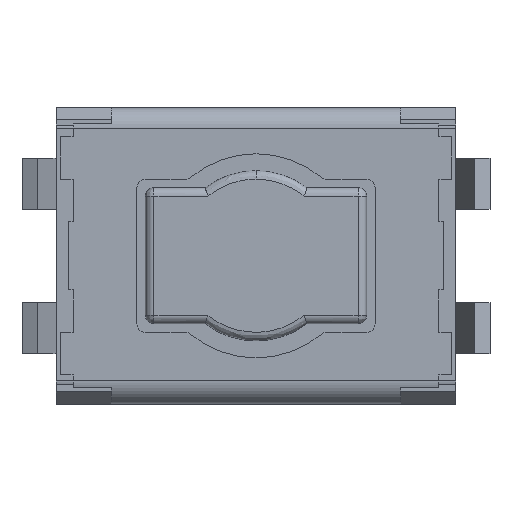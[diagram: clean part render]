
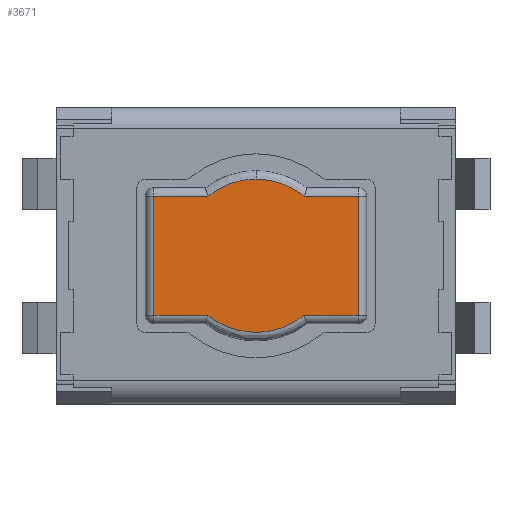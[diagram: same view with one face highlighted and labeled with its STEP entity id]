
A CAD part, top view. The second image highlights one B-rep face of the part: STEP entity #3671.
In plain terms, the highlighted planar face has unit normal (0, 0, 1).
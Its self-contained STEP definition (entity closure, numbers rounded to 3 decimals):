
#388 = CARTESIAN_POINT ( 'NONE',  ( 0.566, -0.7, 0.85 ) ) ;
#390 = CARTESIAN_POINT ( 'NONE',  ( -0.566, -0.7, 0.85 ) ) ;
#391 = CARTESIAN_POINT ( 'NONE',  ( -1.2, -0.7, 0.85 ) ) ;
#392 = CARTESIAN_POINT ( 'NONE',  ( -1.2, 0.7, 0.85 ) ) ;
#393 = CARTESIAN_POINT ( 'NONE',  ( -0.566, 0.7, 0.85 ) ) ;
#394 = CARTESIAN_POINT ( 'NONE',  ( 0., 0.9, 0.85 ) ) ;
#395 = CARTESIAN_POINT ( 'NONE',  ( 0.566, 0.7, 0.85 ) ) ;
#396 = CARTESIAN_POINT ( 'NONE',  ( 1.2, 0.7, 0.85 ) ) ;
#397 = CARTESIAN_POINT ( 'NONE',  ( 1.2, -0.7, 0.85 ) ) ;
#1211 = EDGE_LOOP ( 'NONE', ( #6199, #6190, #6191, #6192, #6193, #6196, #6186, #6168, #6194 ) ) ;
#2929 = EDGE_CURVE ( 'NONE', #5428, #5427, #4361, .T. ) ;
#2931 = EDGE_CURVE ( 'NONE', #5427, #5426, #4376, .T. ) ;
#2935 = EDGE_CURVE ( 'NONE', #5424, #5425, #6653, .T. ) ;
#2937 = EDGE_CURVE ( 'NONE', #5419, #5421, #6650, .T. ) ;
#2938 = EDGE_CURVE ( 'NONE', #5422, #5421, #4398, .T. ) ;
#2939 = EDGE_CURVE ( 'NONE', #5425, #5426, #6651, .T. ) ;
#2943 = EDGE_CURVE ( 'NONE', #5423, #5422, #4415, .T. ) ;
#2944 = EDGE_CURVE ( 'NONE', #5419, #5428, #4418, .T. ) ;
#2951 = EDGE_CURVE ( 'NONE', #5424, #5423, #4444, .T. ) ;
#3384 = FACE_OUTER_BOUND ( 'NONE', #1211, .T. ) ;
#3385 = AXIS2_PLACEMENT_3D ( 'NONE', #6975, #6976, #6977 ) ;
#3671 = ADVANCED_FACE ( 'NONE', ( #3384 ), #6974, .T. ) ;
#4361 = LINE ( 'NONE', #4362, #7998 ) ;
#4362 = CARTESIAN_POINT ( 'NONE',  ( 1.2, 0., 0.85 ) ) ;
#4363 = DIRECTION ( 'NONE',  ( 0., 1., 0. ) ) ;
#4376 = LINE ( 'NONE', #4377, #7999 ) ;
#4377 = CARTESIAN_POINT ( 'NONE',  ( 0.881, 0.7, 0.85 ) ) ;
#4378 = DIRECTION ( 'NONE',  ( -1., 0., 0. ) ) ;
#4387 = CARTESIAN_POINT ( 'NONE',  ( -0.566, 0.7, 0.85 ) ) ;
#4388 = CARTESIAN_POINT ( 'NONE',  ( -0.404, 0.831, 0.85 ) ) ;
#4389 = CARTESIAN_POINT ( 'NONE',  ( -0.208, 0.9, 0.85 ) ) ;
#4390 = CARTESIAN_POINT ( 'NONE',  ( 0., 0.9, 0.85 ) ) ;
#4394 = CARTESIAN_POINT ( 'NONE',  ( 0.566, -0.7, 0.85 ) ) ;
#4395 = CARTESIAN_POINT ( 'NONE',  ( 0.221, -0.978, 0.85 ) ) ;
#4396 = CARTESIAN_POINT ( 'NONE',  ( -0.221, -0.978, 0.85 ) ) ;
#4397 = CARTESIAN_POINT ( 'NONE',  ( -0.566, -0.7, 0.85 ) ) ;
#4398 = LINE ( 'NONE', #4399, #8006 ) ;
#4399 = CARTESIAN_POINT ( 'NONE',  ( -0.881, -0.7, 0.85 ) ) ;
#4400 = DIRECTION ( 'NONE',  ( 1., 0., 0. ) ) ;
#4401 = CARTESIAN_POINT ( 'NONE',  ( 0., 0.9, 0.85 ) ) ;
#4402 = CARTESIAN_POINT ( 'NONE',  ( 0.208, 0.9, 0.85 ) ) ;
#4403 = CARTESIAN_POINT ( 'NONE',  ( 0.404, 0.831, 0.85 ) ) ;
#4404 = CARTESIAN_POINT ( 'NONE',  ( 0.566, 0.7, 0.85 ) ) ;
#4415 = LINE ( 'NONE', #4416, #8010 ) ;
#4416 = CARTESIAN_POINT ( 'NONE',  ( -1.2, 0., 0.85 ) ) ;
#4417 = DIRECTION ( 'NONE',  ( 0., -1., 0. ) ) ;
#4418 = LINE ( 'NONE', #4419, #8012 ) ;
#4419 = CARTESIAN_POINT ( 'NONE',  ( 0.881, -0.7, 0.85 ) ) ;
#4420 = DIRECTION ( 'NONE',  ( 1., 0., 0. ) ) ;
#4444 = LINE ( 'NONE', #4445, #8018 ) ;
#4445 = CARTESIAN_POINT ( 'NONE',  ( -0.881, 0.7, 0.85 ) ) ;
#4446 = DIRECTION ( 'NONE',  ( -1., 0., 0. ) ) ;
#5419 = VERTEX_POINT ( 'NONE', #388 ) ;
#5421 = VERTEX_POINT ( 'NONE', #390 ) ;
#5422 = VERTEX_POINT ( 'NONE', #391 ) ;
#5423 = VERTEX_POINT ( 'NONE', #392 ) ;
#5424 = VERTEX_POINT ( 'NONE', #393 ) ;
#5425 = VERTEX_POINT ( 'NONE', #394 ) ;
#5426 = VERTEX_POINT ( 'NONE', #395 ) ;
#5427 = VERTEX_POINT ( 'NONE', #396 ) ;
#5428 = VERTEX_POINT ( 'NONE', #397 ) ;
#6168 = ORIENTED_EDGE ( 'NONE', *, *, #2937, .F. ) ;
#6186 = ORIENTED_EDGE ( 'NONE', *, *, #2938, .T. ) ;
#6190 = ORIENTED_EDGE ( 'NONE', *, *, #2931, .T. ) ;
#6191 = ORIENTED_EDGE ( 'NONE', *, *, #2939, .F. ) ;
#6192 = ORIENTED_EDGE ( 'NONE', *, *, #2935, .F. ) ;
#6193 = ORIENTED_EDGE ( 'NONE', *, *, #2951, .T. ) ;
#6194 = ORIENTED_EDGE ( 'NONE', *, *, #2944, .T. ) ;
#6196 = ORIENTED_EDGE ( 'NONE', *, *, #2943, .T. ) ;
#6199 = ORIENTED_EDGE ( 'NONE', *, *, #2929, .T. ) ;
#6650 =( BOUNDED_CURVE ( )  B_SPLINE_CURVE ( 3, ( #4394, #4395, #4396, #4397 ),
 .UNSPECIFIED., .F., .F. ) 
 B_SPLINE_CURVE_WITH_KNOTS ( ( 4, 4 ),
 ( 0., 1. ),
 .UNSPECIFIED. ) 
 CURVE ( )  GEOMETRIC_REPRESENTATION_ITEM ( )  RATIONAL_B_SPLINE_CURVE ( ( 0.997, 0.849, 0.849, 0.997 ) ) 
 REPRESENTATION_ITEM ( '' )  );
#6651 =( BOUNDED_CURVE ( )  B_SPLINE_CURVE ( 3, ( #4401, #4402, #4403, #4404 ),
 .UNSPECIFIED., .F., .F. ) 
 B_SPLINE_CURVE_WITH_KNOTS ( ( 4, 4 ),
 ( 0., 1. ),
 .UNSPECIFIED. ) 
 CURVE ( )  GEOMETRIC_REPRESENTATION_ITEM ( )  RATIONAL_B_SPLINE_CURVE ( ( 1., 0.962, 0.961, 0.999 ) ) 
 REPRESENTATION_ITEM ( '' )  );
#6653 =( BOUNDED_CURVE ( )  B_SPLINE_CURVE ( 3, ( #4387, #4388, #4389, #4390 ),
 .UNSPECIFIED., .F., .F. ) 
 B_SPLINE_CURVE_WITH_KNOTS ( ( 4, 4 ),
 ( 0., 1. ),
 .UNSPECIFIED. ) 
 CURVE ( )  GEOMETRIC_REPRESENTATION_ITEM ( )  RATIONAL_B_SPLINE_CURVE ( ( 0.999, 0.961, 0.962, 1. ) ) 
 REPRESENTATION_ITEM ( '' )  );
#6974 = PLANE ( 'NONE',  #3385 ) ;
#6975 = CARTESIAN_POINT ( 'NONE',  ( 1.2, -0.911, 0.85 ) ) ;
#6976 = DIRECTION ( 'NONE',  ( 0., 0., 1. ) ) ;
#6977 = DIRECTION ( 'NONE',  ( 0., 1., 0. ) ) ;
#7998 = VECTOR ( 'NONE', #4363, 1000. ) ;
#7999 = VECTOR ( 'NONE', #4378, 1000. ) ;
#8006 = VECTOR ( 'NONE', #4400, 1000. ) ;
#8010 = VECTOR ( 'NONE', #4417, 1000. ) ;
#8012 = VECTOR ( 'NONE', #4420, 1000. ) ;
#8018 = VECTOR ( 'NONE', #4446, 1000. ) ;
